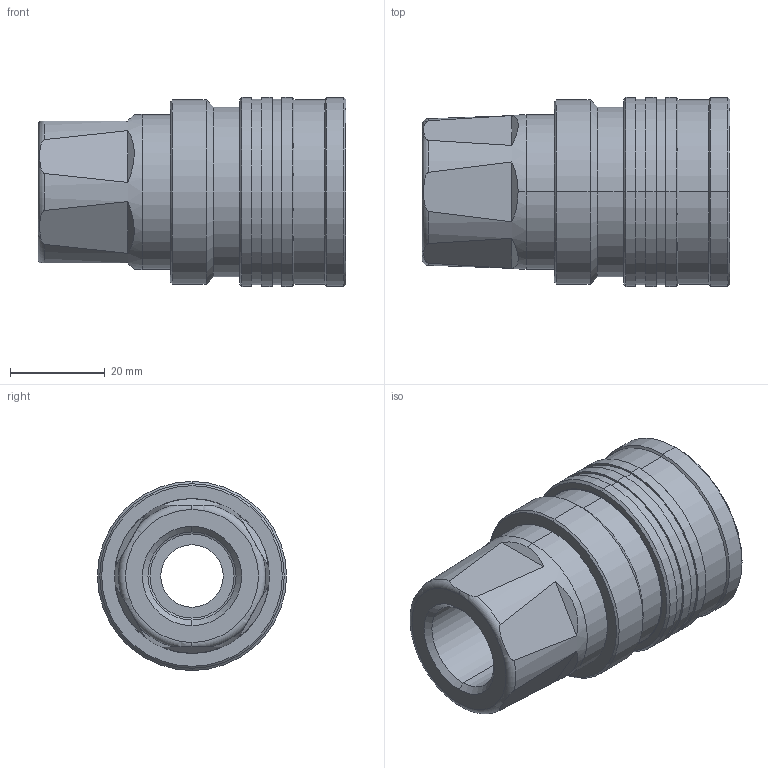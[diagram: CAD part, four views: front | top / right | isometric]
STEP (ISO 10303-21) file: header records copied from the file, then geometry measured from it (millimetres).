
FILE_DESCRIPTION (( 'STEP AP214' ), '1' );
FILE_NAME ('5010 UV.STEP', '2015-09-03T14:11:12', ( 'admin' ), ( 'Microsoft' ), 'SwSTEP 2.0', 'SolidWorks 2009', '' );
FILE_SCHEMA (( 'AUTOMOTIVE_DESIGN' ));
Length unit declared in the file: millimetre
Products named in the file (1): 5010 UV
Bounding box: 65.15 x 40 x 40 mm (x, y, z)
Volume: 44645.8 mm3; surface area: 14414.1 mm2
Topology: 1 solids, 1 shells, 99 faces, 212 edges, 126 vertices
Faces by surface type: cylinder 38, plane 25, cone 24, torus 12
Entity records: 3141 total; most frequent: CARTESIAN_POINT 678, DIRECTION 500, ORIENTED_EDGE 424, AXIS2_PLACEMENT_3D 216, EDGE_CURVE 212, VERTEX_POINT 126, CIRCLE 116, EDGE_LOOP 112
